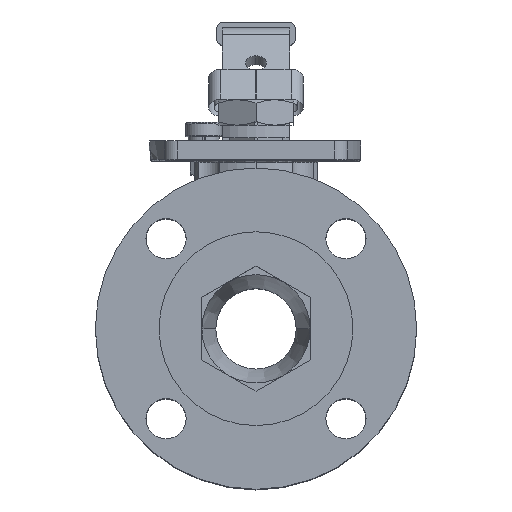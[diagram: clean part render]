
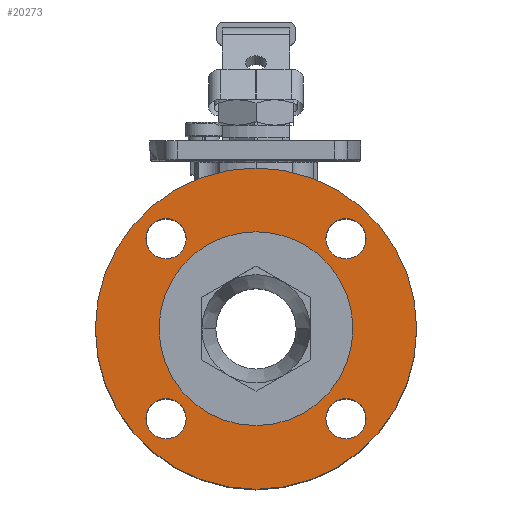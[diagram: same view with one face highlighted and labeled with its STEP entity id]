
A CAD part, top view. The second image highlights one B-rep face of the part: STEP entity #20273.
In plain terms, the highlighted planar face has unit normal (0, 0, 1).
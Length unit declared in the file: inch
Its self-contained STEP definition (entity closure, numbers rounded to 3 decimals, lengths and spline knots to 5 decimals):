
#179 = VERTEX_POINT ( 'NONE', #13180 ) ;
#357 = FACE_BOUND ( 'NONE', #18242, .T. ) ;
#447 = VERTEX_POINT ( 'NONE', #14060 ) ;
#800 = CIRCLE ( 'NONE', #10418, 0.375 ) ;
#1609 = EDGE_CURVE ( 'NONE', #6387, #2320, #14240, .T. ) ;
#1683 = EDGE_CURVE ( 'NONE', #12179, #4093, #20236, .T. ) ;
#1695 = DIRECTION ( 'NONE',  ( 1., 0., 0. ) ) ;
#1884 = DIRECTION ( 'NONE',  ( 0., 1., 0. ) ) ;
#1923 = FACE_BOUND ( 'NONE', #12422, .T. ) ;
#2171 = EDGE_LOOP ( 'NONE', ( #2350, #16626 ) ) ;
#2320 = VERTEX_POINT ( 'NONE', #6681 ) ;
#2350 = ORIENTED_EDGE ( 'NONE', *, *, #11567, .T. ) ;
#2490 = DIRECTION ( 'NONE',  ( 1., 0., 0. ) ) ;
#2521 = AXIS2_PLACEMENT_3D ( 'NONE', #4173, #7584, #16955 ) ;
#2688 = EDGE_CURVE ( 'NONE', #447, #15642, #10059, .T. ) ;
#2876 = CARTESIAN_POINT ( 'NONE',  ( 1.43522, 1.23907, 3.50443 ) ) ;
#2894 = DIRECTION ( 'NONE',  ( 0., 0., 1. ) ) ;
#3143 = EDGE_LOOP ( 'NONE', ( #14137, #8252 ) ) ;
#3185 = CIRCLE ( 'NONE', #12441, 1.81 ) ;
#3270 = AXIS2_PLACEMENT_3D ( 'NONE', #14872, #13138, #8400 ) ;
#3658 = CARTESIAN_POINT ( 'NONE',  ( 1.81022, 1.23907, 3.50443 ) ) ;
#4093 = VERTEX_POINT ( 'NONE', #4350 ) ;
#4173 = CARTESIAN_POINT ( 'NONE',  ( 0.13085, -0.44031, 3.50443 ) ) ;
#4350 = CARTESIAN_POINT ( 'NONE',  ( -1.67915, -0.44031, 3.50443 ) ) ;
#4498 = CIRCLE ( 'NONE', #2521, 3. ) ;
#4695 = AXIS2_PLACEMENT_3D ( 'NONE', #14575, #10259, #10364 ) ;
#5025 = EDGE_LOOP ( 'NONE', ( #18052, #20183 ) ) ;
#5233 = FACE_BOUND ( 'NONE', #3143, .T. ) ;
#5349 = AXIS2_PLACEMENT_3D ( 'NONE', #17498, #6535, #1884 ) ;
#5375 = EDGE_CURVE ( 'NONE', #9146, #9572, #4498, .T. ) ;
#5603 = EDGE_CURVE ( 'NONE', #19360, #11920, #9465, .T. ) ;
#5605 = CARTESIAN_POINT ( 'NONE',  ( 1.43522, -2.11969, 3.50443 ) ) ;
#5760 = CARTESIAN_POINT ( 'NONE',  ( 0.13085, -0.44031, 3.50443 ) ) ;
#6165 = AXIS2_PLACEMENT_3D ( 'NONE', #3658, #14612, #1695 ) ;
#6174 = CIRCLE ( 'NONE', #11473, 0.375 ) ;
#6225 = DIRECTION ( 'NONE',  ( 0., -1., 0. ) ) ;
#6387 = VERTEX_POINT ( 'NONE', #16402 ) ;
#6535 = DIRECTION ( 'NONE',  ( 0., 0., 1. ) ) ;
#6681 = CARTESIAN_POINT ( 'NONE',  ( -1.92353, 1.23907, 3.50443 ) ) ;
#6714 = CARTESIAN_POINT ( 'NONE',  ( 0.13085, -0.44031, 3.50443 ) ) ;
#7115 = EDGE_CURVE ( 'NONE', #2320, #6387, #6174, .T. ) ;
#7299 = ORIENTED_EDGE ( 'NONE', *, *, #7115, .F. ) ;
#7483 = DIRECTION ( 'NONE',  ( 0., 1., 0. ) ) ;
#7584 = DIRECTION ( 'NONE',  ( 0., 0., 1. ) ) ;
#8140 = PLANE ( 'NONE',  #9564 ) ;
#8252 = ORIENTED_EDGE ( 'NONE', *, *, #5603, .F. ) ;
#8400 = DIRECTION ( 'NONE',  ( 0., -1., 0. ) ) ;
#8769 = DIRECTION ( 'NONE',  ( 0., 0., 1. ) ) ;
#8863 = DIRECTION ( 'NONE',  ( 0., 0., -1. ) ) ;
#8896 = CIRCLE ( 'NONE', #3270, 0.375 ) ;
#9146 = VERTEX_POINT ( 'NONE', #10406 ) ;
#9358 = ORIENTED_EDGE ( 'NONE', *, *, #1609, .F. ) ;
#9403 = FACE_BOUND ( 'NONE', #5025, .T. ) ;
#9435 = DIRECTION ( 'NONE',  ( -1., 0., 0. ) ) ;
#9465 = CIRCLE ( 'NONE', #6165, 0.375 ) ;
#9564 = AXIS2_PLACEMENT_3D ( 'NONE', #15134, #8863, #16586 ) ;
#9572 = VERTEX_POINT ( 'NONE', #13769 ) ;
#9676 = EDGE_LOOP ( 'NONE', ( #11378, #19713 ) ) ;
#10059 = CIRCLE ( 'NONE', #17635, 0.375 ) ;
#10259 = DIRECTION ( 'NONE',  ( 0., 0., 1. ) ) ;
#10364 = DIRECTION ( 'NONE',  ( 1., 0., 0. ) ) ;
#10406 = CARTESIAN_POINT ( 'NONE',  ( -2.86915, -0.44031, 3.50443 ) ) ;
#10408 = CARTESIAN_POINT ( 'NONE',  ( -1.54853, -2.11969, 3.50443 ) ) ;
#10418 = AXIS2_PLACEMENT_3D ( 'NONE', #18679, #2894, #10963 ) ;
#10555 = EDGE_CURVE ( 'NONE', #11920, #19360, #800, .T. ) ;
#10874 = AXIS2_PLACEMENT_3D ( 'NONE', #12330, #13773, #6225 ) ;
#10917 = ORIENTED_EDGE ( 'NONE', *, *, #19936, .F. ) ;
#10963 = DIRECTION ( 'NONE',  ( 1., 0., 0. ) ) ;
#11273 = ORIENTED_EDGE ( 'NONE', *, *, #2688, .F. ) ;
#11378 = ORIENTED_EDGE ( 'NONE', *, *, #20069, .F. ) ;
#11473 = AXIS2_PLACEMENT_3D ( 'NONE', #18524, #15002, #7483 ) ;
#11504 = DIRECTION ( 'NONE',  ( 0., 0., 1. ) ) ;
#11514 = CARTESIAN_POINT ( 'NONE',  ( -1.54853, -2.11969, 3.50443 ) ) ;
#11567 = EDGE_CURVE ( 'NONE', #9572, #9146, #13417, .T. ) ;
#11920 = VERTEX_POINT ( 'NONE', #17227 ) ;
#12179 = VERTEX_POINT ( 'NONE', #13882 ) ;
#12330 = CARTESIAN_POINT ( 'NONE',  ( 1.81022, -2.11969, 3.50443 ) ) ;
#12422 = EDGE_LOOP ( 'NONE', ( #11273, #10917 ) ) ;
#12441 = AXIS2_PLACEMENT_3D ( 'NONE', #6714, #11504, #2490 ) ;
#12666 = EDGE_CURVE ( 'NONE', #4093, #12179, #3185, .T. ) ;
#13091 = FACE_BOUND ( 'NONE', #9676, .T. ) ;
#13138 = DIRECTION ( 'NONE',  ( 0., 0., 1. ) ) ;
#13180 = CARTESIAN_POINT ( 'NONE',  ( 2.18522, -2.11969, 3.50443 ) ) ;
#13417 = CIRCLE ( 'NONE', #16058, 3. ) ;
#13769 = CARTESIAN_POINT ( 'NONE',  ( 3.13085, -0.44031, 3.50443 ) ) ;
#13773 = DIRECTION ( 'NONE',  ( 0., 0., 1. ) ) ;
#13809 = CARTESIAN_POINT ( 'NONE',  ( -1.92353, -2.11969, 3.50443 ) ) ;
#13882 = CARTESIAN_POINT ( 'NONE',  ( 1.94085, -0.44031, 3.50443 ) ) ;
#14060 = CARTESIAN_POINT ( 'NONE',  ( -1.17353, -2.11969, 3.50443 ) ) ;
#14137 = ORIENTED_EDGE ( 'NONE', *, *, #10555, .F. ) ;
#14190 = VERTEX_POINT ( 'NONE', #5605 ) ;
#14240 = CIRCLE ( 'NONE', #5349, 0.375 ) ;
#14575 = CARTESIAN_POINT ( 'NONE',  ( 0.13085, -0.44031, 3.50443 ) ) ;
#14612 = DIRECTION ( 'NONE',  ( 0., 0., 1. ) ) ;
#14872 = CARTESIAN_POINT ( 'NONE',  ( 1.81022, -2.11969, 3.50443 ) ) ;
#15002 = DIRECTION ( 'NONE',  ( 0., 0., 1. ) ) ;
#15134 = CARTESIAN_POINT ( 'NONE',  ( 0.13085, 1.36969, 3.50443 ) ) ;
#15642 = VERTEX_POINT ( 'NONE', #13809 ) ;
#15966 = FACE_OUTER_BOUND ( 'NONE', #2171, .T. ) ;
#16058 = AXIS2_PLACEMENT_3D ( 'NONE', #5760, #8769, #16706 ) ;
#16135 = DIRECTION ( 'NONE',  ( 0., 0., 1. ) ) ;
#16402 = CARTESIAN_POINT ( 'NONE',  ( -1.17353, 1.23907, 3.50443 ) ) ;
#16586 = DIRECTION ( 'NONE',  ( -1., 0., 0. ) ) ;
#16626 = ORIENTED_EDGE ( 'NONE', *, *, #5375, .T. ) ;
#16706 = DIRECTION ( 'NONE',  ( 1., 0., 0. ) ) ;
#16780 = CIRCLE ( 'NONE', #10874, 0.375 ) ;
#16955 = DIRECTION ( 'NONE',  ( 1., 0., 0. ) ) ;
#17096 = DIRECTION ( 'NONE',  ( 0., 0., 1. ) ) ;
#17227 = CARTESIAN_POINT ( 'NONE',  ( 2.18522, 1.23907, 3.50443 ) ) ;
#17460 = AXIS2_PLACEMENT_3D ( 'NONE', #11514, #16135, #9435 ) ;
#17498 = CARTESIAN_POINT ( 'NONE',  ( -1.54853, 1.23907, 3.50443 ) ) ;
#17635 = AXIS2_PLACEMENT_3D ( 'NONE', #10408, #17096, #19805 ) ;
#17788 = CIRCLE ( 'NONE', #17460, 0.375 ) ;
#18052 = ORIENTED_EDGE ( 'NONE', *, *, #1683, .F. ) ;
#18242 = EDGE_LOOP ( 'NONE', ( #9358, #7299 ) ) ;
#18524 = CARTESIAN_POINT ( 'NONE',  ( -1.54853, 1.23907, 3.50443 ) ) ;
#18679 = CARTESIAN_POINT ( 'NONE',  ( 1.81022, 1.23907, 3.50443 ) ) ;
#19360 = VERTEX_POINT ( 'NONE', #2876 ) ;
#19713 = ORIENTED_EDGE ( 'NONE', *, *, #19875, .F. ) ;
#19805 = DIRECTION ( 'NONE',  ( -1., 0., 0. ) ) ;
#19875 = EDGE_CURVE ( 'NONE', #14190, #179, #16780, .T. ) ;
#19936 = EDGE_CURVE ( 'NONE', #15642, #447, #17788, .T. ) ;
#20069 = EDGE_CURVE ( 'NONE', #179, #14190, #8896, .T. ) ;
#20183 = ORIENTED_EDGE ( 'NONE', *, *, #12666, .F. ) ;
#20236 = CIRCLE ( 'NONE', #4695, 1.81 ) ;
#20273 = ADVANCED_FACE ( 'NONE', ( #13091, #1923, #357, #5233, #9403, #15966 ), #8140, .F. ) ;
